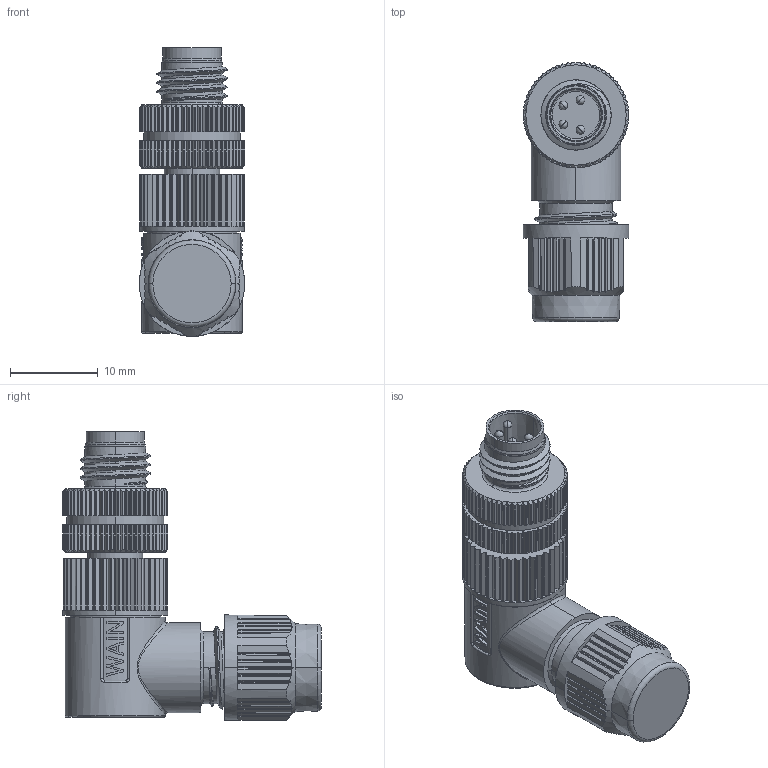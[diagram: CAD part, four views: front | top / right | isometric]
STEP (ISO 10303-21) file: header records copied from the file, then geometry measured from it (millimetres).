
FILE_DESCRIPTION((''),'2;1');
FILE_NAME('3D_1620045133001_M8-MST04-S-D5_','2024-01-19T',('12524'),(''),'PRO/ENGINEER BY PARAMETRIC TECHNOLOGY CORPORATION, 2012480','PRO/ENGINEER BY PARAMETRIC TECHNOLOGY CORPORATION, 2012480','');
FILE_SCHEMA(('CONFIG_CONTROL_DESIGN'));
Length unit declared in the file: millimetre
Products named in the file (1): 3D_1620045133001_M8-MST04-S-D5_
Bounding box: 12 x 29.45 x 32.85 mm (x, y, z)
Volume: 4357.8 mm3; surface area: 2825.2 mm2
Topology: 1 solids, 2 shells, 1027 faces, 3229 edges, 2223 vertices
Faces by surface type: plane 528, cylinder 380, bspline 50, cone 48, torus 10, sphere 8, extrusion 3
Entity records: 41396 total; most frequent: CARTESIAN_POINT 12933, ORIENTED_EDGE 6442, DIRECTION 5597, EDGE_CURVE 3221, VERTEX_POINT 2223, AXIS2_PLACEMENT_3D 2045, VECTOR 1507, LINE 1504
